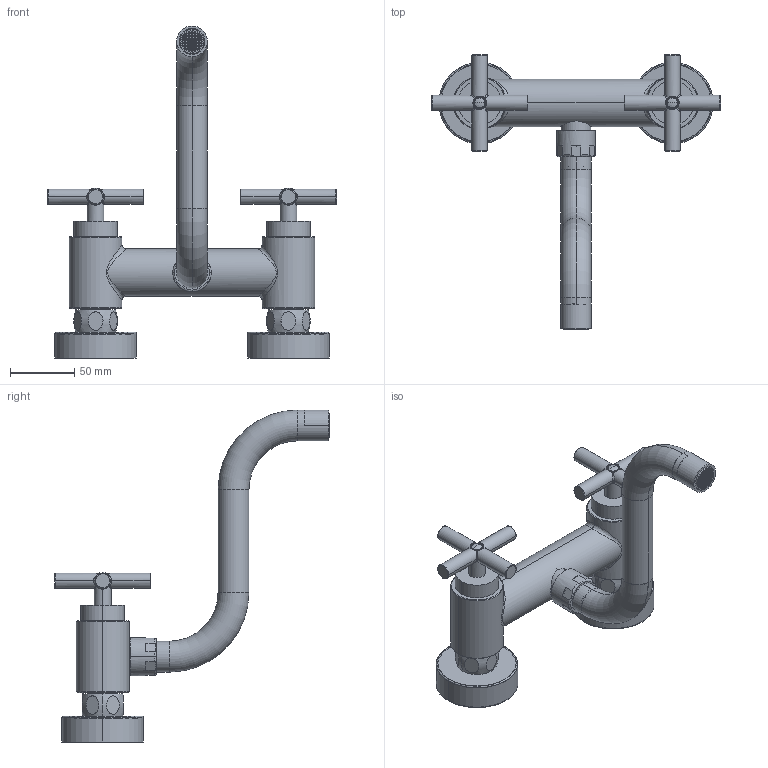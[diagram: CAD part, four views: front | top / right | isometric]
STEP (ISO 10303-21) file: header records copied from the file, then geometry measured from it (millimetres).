
FILE_DESCRIPTION((''),'2;1');
FILE_NAME('QTV161CR','2021-09-30T11:20:14',('ut3'),('PAFFONI SpA'),'CREO PARAMETRIC BY PTC INC, 2020044','CREO PARAMETRIC BY PTC INC, 2020044','');
FILE_SCHEMA(('CONFIG_CONTROL_DESIGN','SHAPE_APPEARANCE_LAYERS_GROUPS'));
Length unit declared in the file: millimetre
Products named in the file (1): QTV161CR
Bounding box: 225 x 214 x 258.4 mm (x, y, z)
Volume: 259025.8 mm3; surface area: 165314.8 mm2
Topology: 4 solids, 4 shells, 2418 faces, 7128 edges, 4638 vertices
Faces by surface type: plane 1876, cylinder 296, cone 108, torus 78, bspline 52, sphere 8
Entity records: 108607 total; most frequent: CARTESIAN_POINT 24484, ORIENTED_EDGE 14240, DIRECTION 13082, EDGE_CURVE 7120, VERTEX_POINT 4638, VECTOR 4422, LINE 4422, AXIS2_PLACEMENT_3D 4330
